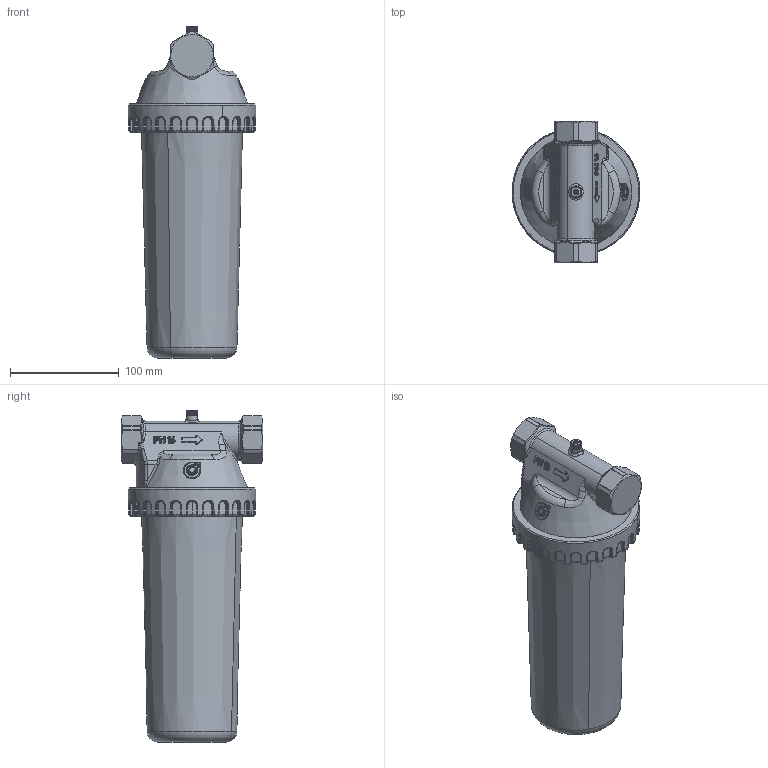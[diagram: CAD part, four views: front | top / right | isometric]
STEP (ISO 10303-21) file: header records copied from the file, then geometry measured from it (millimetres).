
FILE_DESCRIPTION(('CATIA V5 STEP Exchange'),'2;1');
FILE_NAME('STEP_537050_-_TST.stp','2019-11-29T15:16:47+00:00',('none'),('none'),'CATIA Version 5-6 Release 2016 SP4','CATIA V5 STEP AP203','none');
FILE_SCHEMA(('CONFIG_CONTROL_DESIGN'));
Length unit declared in the file: millimetre
Products named in the file (1): 537050 - TST
Bounding box: 117.4 x 130 x 304.6 mm (x, y, z)
Volume: 1860874.7 mm3; surface area: 104414.3 mm2
Topology: 1 solids, 1 shells, 1636 faces, 3953 edges, 2249 vertices
Faces by surface type: bspline 657, cylinder 445, plane 323, torus 102, cone 51, sphere 40, extrusion 18
Entity records: 105636 total; most frequent: CARTESIAN_POINT 75850, ORIENTED_EDGE 7714, EDGE_CURVE 3857, DIRECTION 3204, VERTEX_POINT 2249, B_SPLINE_CURVE_WITH_KNOTS 2121, EDGE_LOOP 1662, ADVANCED_FACE 1636
